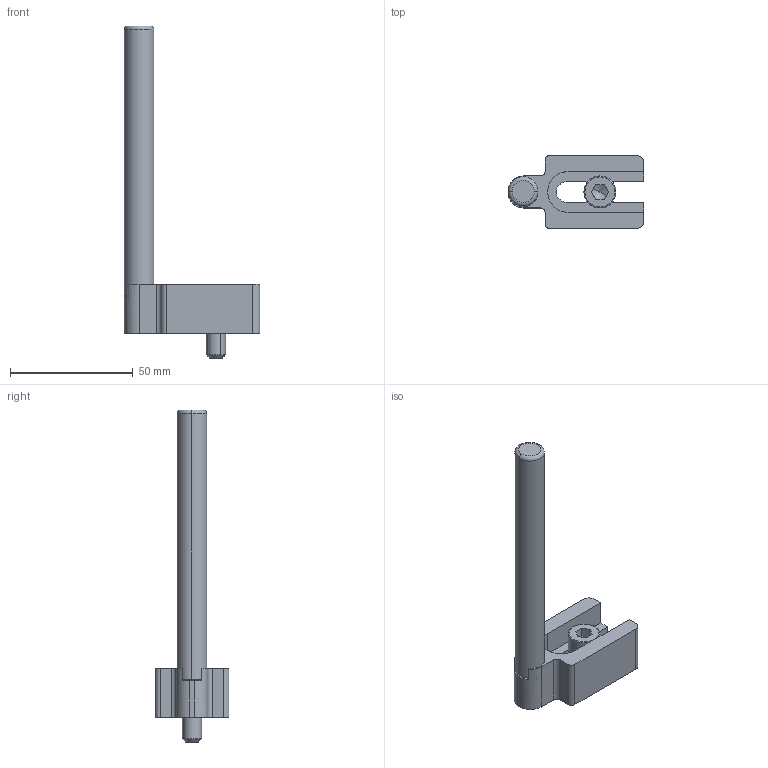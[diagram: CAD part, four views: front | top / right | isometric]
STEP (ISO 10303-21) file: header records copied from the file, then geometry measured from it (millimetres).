
FILE_DESCRIPTION(('CATIA V5 STEP Exchange'),'2;1');
FILE_NAME('Lable Adjustment Assembly.stp','2022-02-21T08:50:37+00:00',('none'),('none'),'CATIA Version 5 Release 21 GA (IN-10)','CATIA V5 STEP AP214','none');
FILE_SCHEMA(('AUTOMOTIVE_DESIGN { 1 0 10303 214 1 1 1 1 }'));
Length unit declared in the file: millimetre
Products named in the file (5): Tanzim konande Lable ; Tanzim konanadeh; ISO 4762 SCREW M8x20 STEEL HEXAGON SOCKET HEAD CAP; Shaft-Ø12-L110mm; ISO 4762 SCREW M6x30 STEEL HEXAGON SOCKET HEAD CAP
Assembly tree (4 placements, depth 2):
  Tanzim konande Lable 
    Tanzim konanadeh
    ISO 4762 SCREW M8x20 STEEL HEXAGON SOCKET HEAD CAP
    Shaft-Ø12-L110mm
    ISO 4762 SCREW M6x30 STEEL HEXAGON SOCKET HEAD CAP
Bounding box: 55 x 30 x 135 mm (x, y, z)
Volume: 32056.3 mm3; surface area: 13895 mm2
Topology: 4 solids, 4 shells, 110 faces, 269 edges, 175 vertices
Faces by surface type: cylinder 46, plane 44, torus 10, cone 10
Entity records: 3267 total; most frequent: CARTESIAN_POINT 688, ORIENTED_EDGE 538, DIRECTION 438, EDGE_CURVE 269, AXIS2_PLACEMENT_3D 217, VERTEX_POINT 175, VECTOR 126, LINE 126
